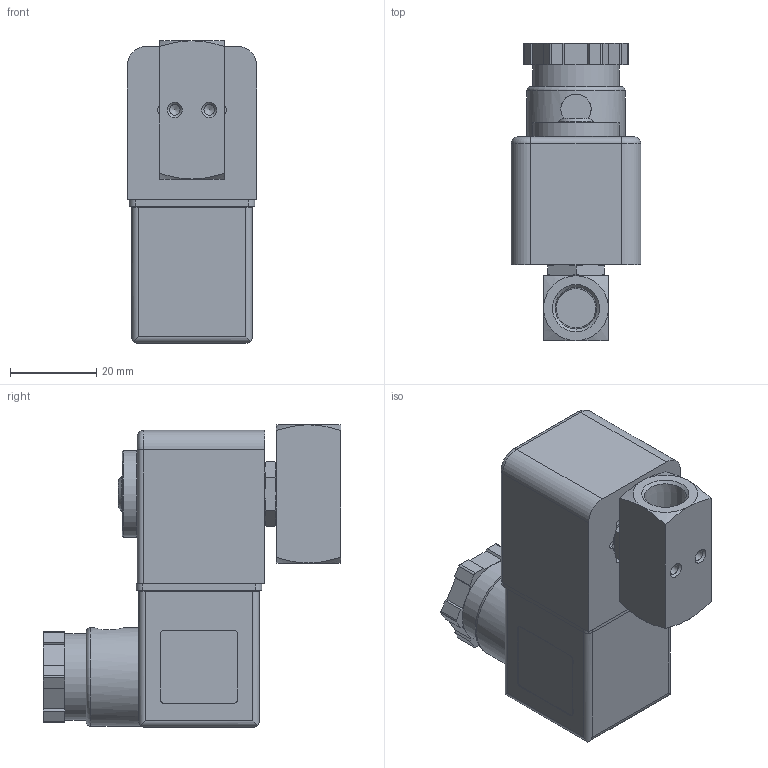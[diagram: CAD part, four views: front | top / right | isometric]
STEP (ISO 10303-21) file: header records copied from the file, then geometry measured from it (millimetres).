
FILE_DESCRIPTION(/* description */ ('STEP AP214'),/* implementation_level */ '2;1');
FILE_NAME(/* name */ '1491943_VZWD-L-M22C-M-N18-15-V-2AP4-30',/* time_stamp */ '2024-09-18T06:18:24+02:00',/* author */ ('License CC BY-ND 4.0'),/* organization */ ('CADENAS'),/* preprocessor_version */ 'ST-DEVELOPER v19.3',/* originating_system */ 'PARTsolutions',/* authorisation */ ' ');
FILE_SCHEMA (('AUTOMOTIVE_DESIGN {1 0 10303 214 3 1 1}'));
Length unit declared in the file: millimetre
Products named in the file (4): 1491943 VZWD-L-M22C-M-N18-15-V-2AP4-30; 1001802 VZWD-L-M22C-M-N18-15-V-2AP4-30---(Geh); 1002026 VACS-H0P-A1-2A; 1532099 VACS-P4
Assembly tree (3 placements, depth 2):
  1491943 VZWD-L-M22C-M-N18-15-V-2AP4-30
    1001802 VZWD-L-M22C-M-N18-15-V-2AP4-30---(Geh)
    1002026 VACS-H0P-A1-2A
    1532099 VACS-P4
Bounding box: 30 x 68.92 x 70 mm (x, y, z)
Volume: 69127.5 mm3; surface area: 21232.3 mm2
Topology: 3 solids, 3 shells, 355 faces, 887 edges, 570 vertices
Faces by surface type: plane 222, cylinder 88, cone 34, torus 11
Full cylindrical faces by diameter (mm): 1.66 x3, 2.1 x8, 2.459 x3, 3 x1, 7 x1, 7.2 x2, 8 x2, 8.04 x1, 8.4 x1, 9 x1, 9.2 x1, 9.35 x1, 9.85 x1, 11 x1, 16 x1, 20 x2, 22.8 x1
Entity records: 11068 total; most frequent: CARTESIAN_POINT 1906, DIRECTION 1733, ORIENTED_EDGE 1642, EDGE_CURVE 821, AXIS2_PLACEMENT_3D 603, VERTEX_POINT 557, LINE 527, VECTOR 527
